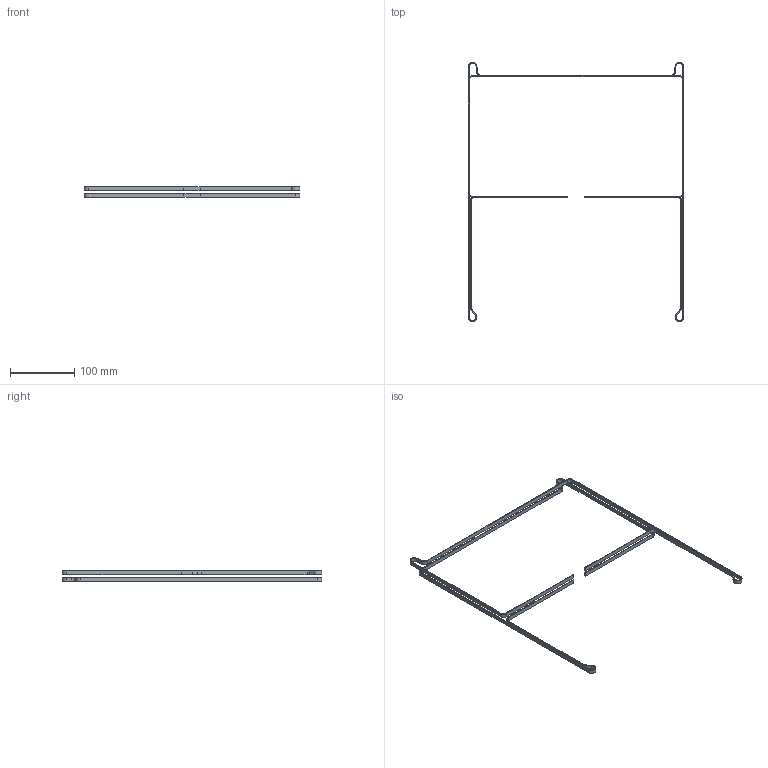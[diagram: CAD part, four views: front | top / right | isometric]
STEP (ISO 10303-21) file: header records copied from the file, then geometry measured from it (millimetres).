
FILE_DESCRIPTION(/* description */ ('STEP AP242','CAx-IF Rec.Pracs.---Representation and Presentation of Product Manufacturing Information (PMI)---4.0---2014-10-13','CAx-IF Rec.Pracs.---3D Tessellated Geometry---0.4---2014-09-14','2;1'),/* implementation_level */ '2;1');
FILE_NAME(/* name */ '6861d6020d7b32586acb1364',/* time_stamp */ '2025-06-30T00:10:42Z',/* author */ (''),/* organization */ (''),/* preprocessor_version */ 'ST-DEVELOPER v20',/* originating_system */ 'ONSHAPE BY PTC INC, 1.200',/* authorisation */ ' ');
FILE_SCHEMA (('AP242_MANAGED_MODEL_BASED_3D_ENGINEERING_MIM_LF { 1 0 10303 442 1 1 4 }'));
Length unit declared in the file: metre
Products named in the file (3): Assembly 1; AWD_Bottom_Belt; AWD_Top_Belt
Assembly tree (2 placements, depth 2):
  Assembly 1
    AWD_Bottom_Belt
    AWD_Top_Belt
Bounding box: 335.68 x 403.97 x 16 mm (x, y, z)
Volume: 23797.9 mm3; surface area: 42455.8 mm2
Topology: 2 solids, 2 shells, 72 faces, 204 edges, 136 vertices
Faces by surface type: plane 44, cylinder 28
Entity records: 2624 total; most frequent: CARTESIAN_POINT 421, ORIENTED_EDGE 408, DIRECTION 408, EDGE_CURVE 204, LINE 146, VECTOR 146, VERTEX_POINT 136, AXIS2_PLACEMENT_3D 131
